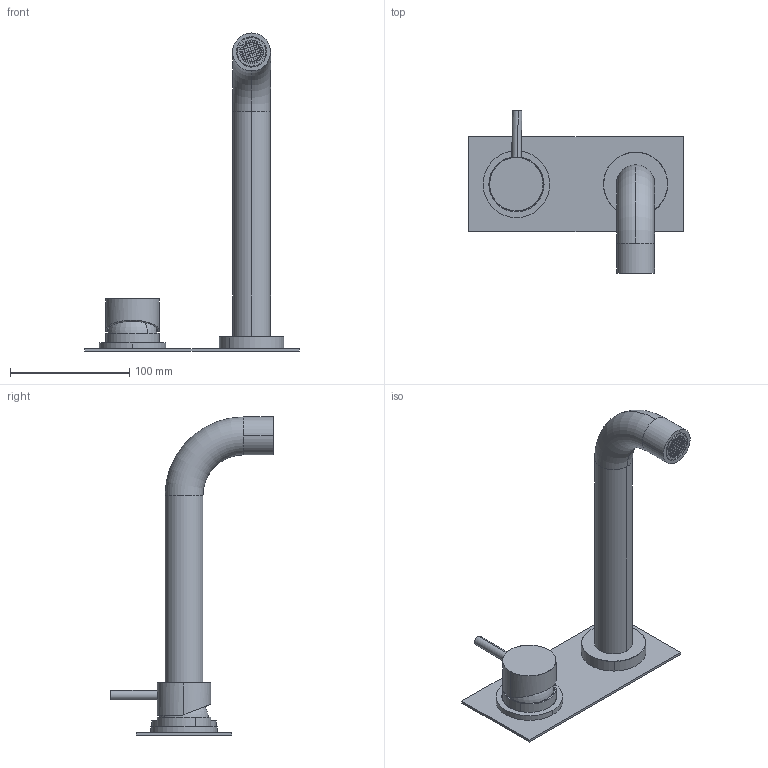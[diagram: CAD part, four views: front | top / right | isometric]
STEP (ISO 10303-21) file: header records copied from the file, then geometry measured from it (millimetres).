
FILE_DESCRIPTION (( 'STEP AP214' ), '1' );
FILE_NAME ('SMOS32250LH_shell.STEP', '2018-10-22T03:21:17', ( 'khoa' ), ( '' ), 'SwSTEP 2.0', 'SolidWorks 2016', '' );
FILE_SCHEMA (( 'AUTOMOTIVE_DESIGN' ));
Length unit declared in the file: millimetre
Products named in the file (2): SMOS32250LH_shell
Bounding box: 180 x 136.53 x 266.9 mm (x, y, z)
Volume: 141940.7 mm3; surface area: 107653.9 mm2
Topology: 6 solids, 8 shells, 336 faces, 1104 edges, 608 vertices
Faces by surface type: cylinder 276, plane 38, torus 14, cone 8
Entity records: 21440 total; most frequent: CARTESIAN_POINT 8801, ORIENTED_EDGE 2208, DIRECTION 1446, EDGE_CURVE 1104, VERTEX_POINT 608, LINE 490, VECTOR 490, AXIS2_PLACEMENT_3D 478
